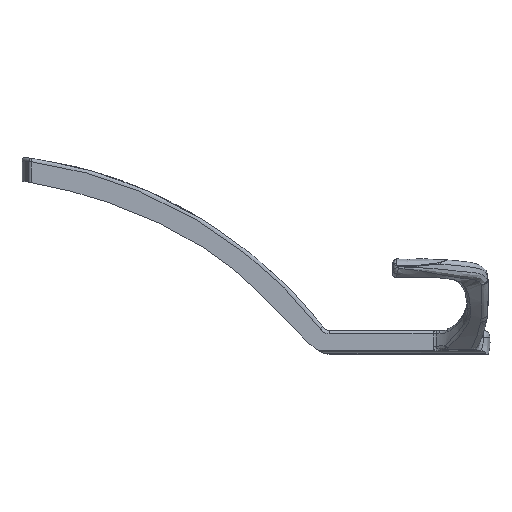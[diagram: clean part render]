
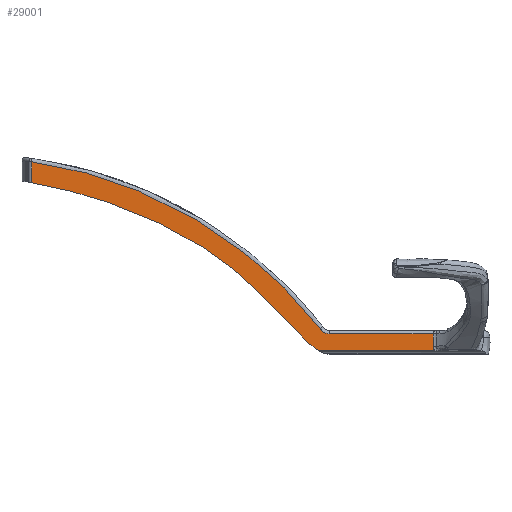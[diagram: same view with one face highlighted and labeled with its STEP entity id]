
A CAD part, left-side view. The second image highlights one B-rep face of the part: STEP entity #29001.
In plain terms, the highlighted planar face has unit normal (-1, 0, 0).
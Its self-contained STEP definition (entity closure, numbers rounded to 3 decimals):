
#436 = ORIENTED_EDGE ( 'NONE', *, *, #8624, .T. ) ;
#734 = CARTESIAN_POINT ( 'NONE',  ( -8.65, 48.964, 6.251 ) ) ;
#1039 = EDGE_CURVE ( 'NONE', #19165, #12337, #16603, .T. ) ;
#1895 = CARTESIAN_POINT ( 'NONE',  ( -8.65, 50.104, 6.416 ) ) ;
#2390 = CARTESIAN_POINT ( 'NONE',  ( -8.65, 51.778, 7.939 ) ) ;
#2651 = CARTESIAN_POINT ( 'NONE',  ( -8.65, 52.898, 1.52 ) ) ;
#2755 = ORIENTED_EDGE ( 'NONE', *, *, #24880, .T. ) ;
#3050 = VECTOR ( 'NONE', #23615, 1000. ) ;
#3075 = VERTEX_POINT ( 'NONE', #26221 ) ;
#3812 = CARTESIAN_POINT ( 'NONE',  ( -8.65, 17.326, 6.251 ) ) ;
#3930 = DIRECTION ( 'NONE',  ( 0., 0., -1. ) ) ;
#4249 = DIRECTION ( 'NONE',  ( -1., 0., 0. ) ) ;
#4693 = CARTESIAN_POINT ( 'NONE',  ( -8.65, 49.255, 6.245 ) ) ;
#4805 = CARTESIAN_POINT ( 'NONE',  ( -8.65, 55.911, 3.705 ) ) ;
#4842 = EDGE_CURVE ( 'NONE', #17392, #5473, #14424, .T. ) ;
#5087 = ORIENTED_EDGE ( 'NONE', *, *, #20535, .F. ) ;
#5139 = CARTESIAN_POINT ( 'NONE',  ( -8.65, 110.252, 51.147 ) ) ;
#5457 = B_SPLINE_CURVE_WITH_KNOTS ( 'NONE', 3,
 ( #12079, #4693, #24583, #1895, #7499, #14373, #6996, #24926, #9624, #2390 ),
 .UNSPECIFIED., .F., .F.,
 ( 4, 2, 2, 2, 4 ),
 ( 0., 0.001, 0.002, 0.003, 0.003 ),
 .UNSPECIFIED. ) ;
#5473 = VERTEX_POINT ( 'NONE', #7551 ) ;
#5735 = VECTOR ( 'NONE', #3930, 1000. ) ;
#5897 = CARTESIAN_POINT ( 'NONE',  ( -8.65, 48.964, 6.251 ) ) ;
#6422 = CARTESIAN_POINT ( 'NONE',  ( -8.65, 17.326, 2.226 ) ) ;
#6996 = CARTESIAN_POINT ( 'NONE',  ( -8.65, 51.084, 7.018 ) ) ;
#7112 = CARTESIAN_POINT ( 'NONE',  ( -8.65, 76.195, 32.071 ) ) ;
#7128 = B_SPLINE_CURVE_WITH_KNOTS ( 'NONE', 3,
 ( #27332, #2651, #4805, #32423, #12674, #7436, #17759 ),
 .UNSPECIFIED., .F., .F.,
 ( 4, 1, 1, 1, 4 ),
 ( 0.032, 0.053, 0.131, 0.324, 0.968 ),
 .UNSPECIFIED. ) ;
#7275 = CARTESIAN_POINT ( 'NONE',  ( -8.65, 83.288, 37.098 ) ) ;
#7436 = CARTESIAN_POINT ( 'NONE',  ( -8.65, 116.675, 48.157 ) ) ;
#7448 = CARTESIAN_POINT ( 'NONE',  ( -8.65, 122.67, 55.239 ) ) ;
#7499 = CARTESIAN_POINT ( 'NONE',  ( -8.65, 50.37, 6.528 ) ) ;
#7551 = CARTESIAN_POINT ( 'NONE',  ( -8.65, 139.712, 52.323 ) ) ;
#7841 = VERTEX_POINT ( 'NONE', #24565 ) ;
#7964 = CARTESIAN_POINT ( 'NONE',  ( -8.65, 52.226, 1.126 ) ) ;
#8624 = EDGE_CURVE ( 'NONE', #7841, #17392, #9089, .T. ) ;
#8984 = VECTOR ( 'NONE', #16630, 1000. ) ;
#9089 = B_SPLINE_CURVE_WITH_KNOTS ( 'NONE', 3,
 ( #32109, #28401, #13552, #12195, #27670, #17282, #20090, #29656, #7112, #29973, #7275, #22247, #22725, #12363, #19761, #17453, #5139, #22403, #7448, #17611, #17118, #27506 ),
 .UNSPECIFIED., .F., .F.,
 ( 4, 2, 2, 2, 2, 2, 2, 2, 2, 2, 4 ),
 ( 0.008, 0.021, 0.028, 0.034, 0.047, 0.054, 0.06, 0.073, 0.086, 0.099, 0.111 ),
 .UNSPECIFIED. ) ;
#9624 = CARTESIAN_POINT ( 'NONE',  ( -8.65, 51.638, 7.686 ) ) ;
#10963 = LINE ( 'NONE', #5897, #3050 ) ;
#11327 = CARTESIAN_POINT ( 'NONE',  ( -8.65, 17.244, 1.791 ) ) ;
#11509 = ORIENTED_EDGE ( 'NONE', *, *, #4842, .T. ) ;
#12079 = CARTESIAN_POINT ( 'NONE',  ( -8.65, 48.964, 6.251 ) ) ;
#12195 = CARTESIAN_POINT ( 'NONE',  ( -8.65, 61.702, 19.271 ) ) ;
#12337 = VERTEX_POINT ( 'NONE', #13323 ) ;
#12363 = CARTESIAN_POINT ( 'NONE',  ( -8.65, 94.465, 43.9 ) ) ;
#12674 = CARTESIAN_POINT ( 'NONE',  ( -8.65, 86.214, 36.346 ) ) ;
#12783 = VERTEX_POINT ( 'NONE', #7964 ) ;
#12904 = B_SPLINE_CURVE_WITH_KNOTS ( 'NONE', 3,
 ( #31246, #14438, #14113, #11327, #24154, #24480, #6422, #26460 ),
 .UNSPECIFIED., .F., .F.,
 ( 4, 2, 2, 4 ),
 ( 0., 0.001, 0.001, 0.001 ),
 .UNSPECIFIED. ) ;
#13323 = CARTESIAN_POINT ( 'NONE',  ( -8.65, 17.326, 6.251 ) ) ;
#13552 = CARTESIAN_POINT ( 'NONE',  ( -8.65, 57.235, 14.633 ) ) ;
#14113 = CARTESIAN_POINT ( 'NONE',  ( -8.65, 17.121, 1.481 ) ) ;
#14310 = DIRECTION ( 'NONE',  ( 0., 0., 1. ) ) ;
#14373 = CARTESIAN_POINT ( 'NONE',  ( -8.65, 50.864, 6.831 ) ) ;
#14424 = LINE ( 'NONE', #19041, #5735 ) ;
#14438 = CARTESIAN_POINT ( 'NONE',  ( -8.65, 16.999, 1.294 ) ) ;
#14500 = LINE ( 'NONE', #29332, #8984 ) ;
#16603 = LINE ( 'NONE', #3812, #18897 ) ;
#16630 = DIRECTION ( 'NONE',  ( 0., -1., 0. ) ) ;
#16885 = DIRECTION ( 'NONE',  ( 0., 0., 1. ) ) ;
#17118 = CARTESIAN_POINT ( 'NONE',  ( -8.65, 135.388, 58.101 ) ) ;
#17282 = CARTESIAN_POINT ( 'NONE',  ( -8.65, 66.344, 23.731 ) ) ;
#17392 = VERTEX_POINT ( 'NONE', #19187 ) ;
#17453 = CARTESIAN_POINT ( 'NONE',  ( -8.65, 106.215, 49.523 ) ) ;
#17521 = EDGE_CURVE ( 'NONE', #12783, #3075, #14500, .T. ) ;
#17611 = CARTESIAN_POINT ( 'NONE',  ( -8.65, 131.115, 57.284 ) ) ;
#17759 = CARTESIAN_POINT ( 'NONE',  ( -8.65, 139.712, 52.323 ) ) ;
#17888 = EDGE_CURVE ( 'NONE', #12337, #30996, #10963, .T. ) ;
#18897 = VECTOR ( 'NONE', #14310, 1000. ) ;
#19041 = CARTESIAN_POINT ( 'NONE',  ( -8.65, 139.712, 100. ) ) ;
#19165 = VERTEX_POINT ( 'NONE', #30435 ) ;
#19187 = CARTESIAN_POINT ( 'NONE',  ( -8.65, 139.712, 58.705 ) ) ;
#19761 = CARTESIAN_POINT ( 'NONE',  ( -8.65, 98.323, 45.9 ) ) ;
#20090 = CARTESIAN_POINT ( 'NONE',  ( -8.65, 67.936, 25.172 ) ) ;
#20535 = EDGE_CURVE ( 'NONE', #12783, #5473, #7128, .T. ) ;
#20727 = EDGE_CURVE ( 'NONE', #3075, #19165, #12904, .T. ) ;
#22247 = CARTESIAN_POINT ( 'NONE',  ( -8.65, 86.951, 39.472 ) ) ;
#22403 = CARTESIAN_POINT ( 'NONE',  ( -8.65, 118.497, 54.012 ) ) ;
#22457 = ORIENTED_EDGE ( 'NONE', *, *, #17888, .T. ) ;
#22725 = CARTESIAN_POINT ( 'NONE',  ( -8.65, 88.813, 40.615 ) ) ;
#22812 = ORIENTED_EDGE ( 'NONE', *, *, #1039, .T. ) ;
#23615 = DIRECTION ( 'NONE',  ( 0., 1., 0. ) ) ;
#24154 = CARTESIAN_POINT ( 'NONE',  ( -8.65, 17.275, 1.899 ) ) ;
#24352 = EDGE_LOOP ( 'NONE', ( #29959, #26780, #22812, #22457, #2755, #436, #11509, #5087 ) ) ;
#24480 = CARTESIAN_POINT ( 'NONE',  ( -8.65, 17.316, 2.116 ) ) ;
#24565 = CARTESIAN_POINT ( 'NONE',  ( -8.65, 51.778, 7.939 ) ) ;
#24583 = CARTESIAN_POINT ( 'NONE',  ( -8.65, 49.541, 6.274 ) ) ;
#24880 = EDGE_CURVE ( 'NONE', #30996, #7841, #5457, .T. ) ;
#24926 = CARTESIAN_POINT ( 'NONE',  ( -8.65, 51.472, 7.446 ) ) ;
#26221 = CARTESIAN_POINT ( 'NONE',  ( -8.65, 16.85, 1.126 ) ) ;
#26460 = CARTESIAN_POINT ( 'NONE',  ( -8.65, 17.326, 2.338 ) ) ;
#26776 = CARTESIAN_POINT ( 'NONE',  ( -8.65, 16.799, 100. ) ) ;
#26780 = ORIENTED_EDGE ( 'NONE', *, *, #20727, .T. ) ;
#27332 = CARTESIAN_POINT ( 'NONE',  ( -8.65, 52.226, 1.126 ) ) ;
#27506 = CARTESIAN_POINT ( 'NONE',  ( -8.65, 139.712, 58.705 ) ) ;
#27670 = CARTESIAN_POINT ( 'NONE',  ( -8.65, 63.228, 20.78 ) ) ;
#28401 = CARTESIAN_POINT ( 'NONE',  ( -8.65, 54.406, 11.389 ) ) ;
#29001 = ADVANCED_FACE ( 'NONE', ( #32207 ), #29256, .T. ) ;
#29256 = PLANE ( 'NONE',  #31215 ) ;
#29332 = CARTESIAN_POINT ( 'NONE',  ( -8.65, 52.226, 1.126 ) ) ;
#29656 = CARTESIAN_POINT ( 'NONE',  ( -8.65, 72.81, 29.394 ) ) ;
#29959 = ORIENTED_EDGE ( 'NONE', *, *, #17521, .T. ) ;
#29973 = CARTESIAN_POINT ( 'NONE',  ( -8.65, 81.486, 35.868 ) ) ;
#30435 = CARTESIAN_POINT ( 'NONE',  ( -8.65, 17.326, 2.338 ) ) ;
#30996 = VERTEX_POINT ( 'NONE', #734 ) ;
#31215 = AXIS2_PLACEMENT_3D ( 'NONE', #26776, #4249, #16885 ) ;
#31246 = CARTESIAN_POINT ( 'NONE',  ( -8.65, 16.85, 1.126 ) ) ;
#32109 = CARTESIAN_POINT ( 'NONE',  ( -8.65, 51.778, 7.939 ) ) ;
#32207 = FACE_OUTER_BOUND ( 'NONE', #24352, .T. ) ;
#32423 = CARTESIAN_POINT ( 'NONE',  ( -8.65, 63.199, 11.566 ) ) ;
